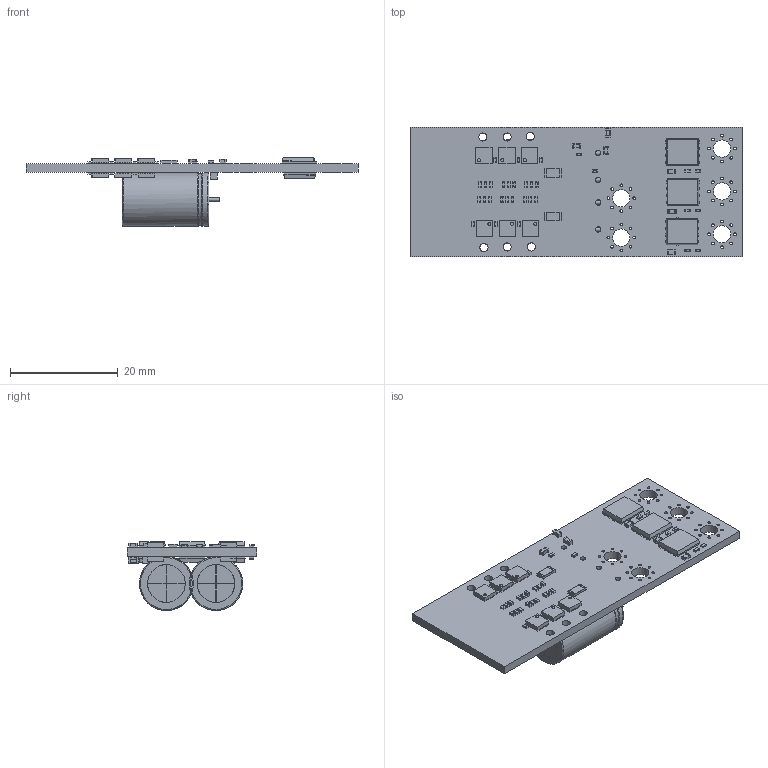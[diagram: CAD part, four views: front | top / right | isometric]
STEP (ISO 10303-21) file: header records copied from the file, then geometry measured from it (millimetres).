
FILE_DESCRIPTION(('KiCad electronic assembly'),'2;1');
FILE_NAME('combat-control.step','2024-12-01T22:01:04',('Pcbnew'),( 'Kicad'),'Open CASCADE STEP processor 7.6','KiCad to STEP converter' ,'Unknown');
FILE_SCHEMA(('AUTOMOTIVE_DESIGN { 1 0 10303 214 1 1 1 1 }'));
Length unit declared in the file: millimetre
Products named in the file (20): combat-control 1; R_0402_1005Metric; VSON-8_3.3x3.3mm_P0.65mm_NexFET; VSON_8_33x33mm_Pitch065mm_NexFET; C_0402_1005Metric; R_1206_3216Metric; C_0603_1608Metric; PQFN-8-EP_6x5mm_P1.27mm_Generic; Vishay_PowerPAK_SO-8; R_0603_1608Metric; C_0805_2012Metric; C_Radial_D10.0mm_H16.0mm_P5.00mm; C_Radial_D100mm_H160mm_P500mm; _autosave-combat-control_PCB
Assembly tree (84 placements, depth 3):
  combat-control 1
    R_0402_1005Metric  x31
      R_0402_1005Metric
    VSON-8_3.3x3.3mm_P0.65mm_NexFET  x12
      VSON_8_33x33mm_Pitch065mm_NexFET
    C_0402_1005Metric  x9
      C_0402_1005Metric
    R_1206_3216Metric  x2
      R_1206_3216Metric
    C_0603_1608Metric  x3
      C_0603_1608Metric
    PQFN-8-EP_6x5mm_P1.27mm_Generic  x6
      Vishay_PowerPAK_SO-8
    R_0603_1608Metric  x6
      R_0603_1608Metric
    C_0805_2012Metric  x3
      C_0805_2012Metric
    C_Radial_D10.0mm_H16.0mm_P5.00mm  x2
      C_Radial_D100mm_H160mm_P500mm
    _autosave-combat-control_PCB
Bounding box: 61.6 x 24.1 x 12.8 mm (x, y, z)
Volume: 5065.7 mm3; surface area: 5911.3 mm2
Topology: 75 solids, 77 shells, 2723 faces, 7213 edges, 4706 vertices
Faces by surface type: plane 1408, bspline 748, cylinder 561, revolution 4, torus 2
Full cylindrical faces by diameter (mm): 0.5 x40, 0.6 x4, 1 x4, 1.5 x6, 3.2 x5, 7 x6, 10 x4
Entity records: 15242 total; most frequent: CARTESIAN_POINT 2677, ORIENTED_EDGE 2038, DIRECTION 1914, EDGE_CURVE 1019, VERTEX_POINT 666, AXIS2_PLACEMENT_3D 665, LINE 582, VECTOR 582
